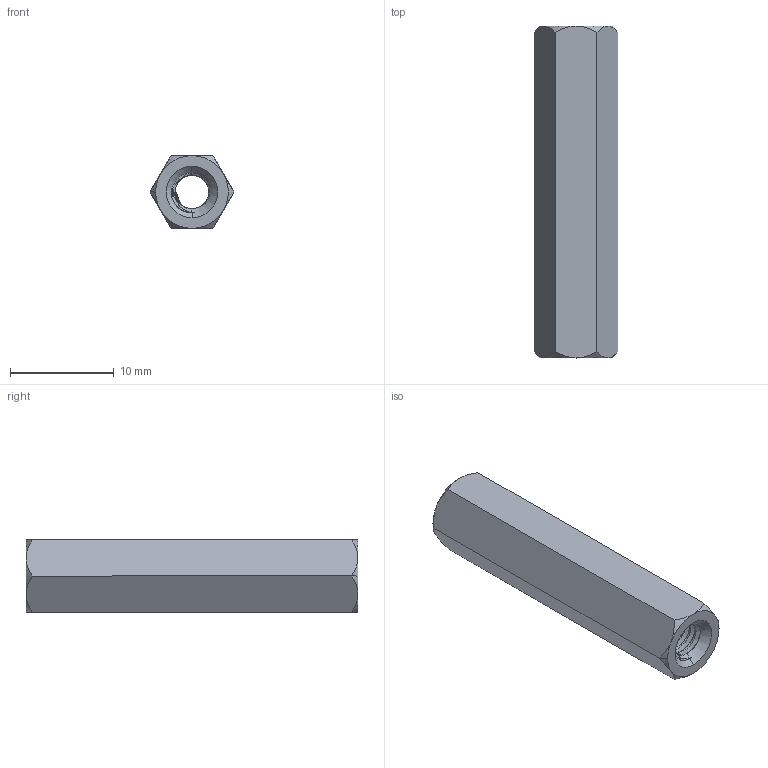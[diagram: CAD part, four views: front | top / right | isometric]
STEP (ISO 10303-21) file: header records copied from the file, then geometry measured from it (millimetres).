
FILE_DESCRIPTION (( 'STEP AP214' ), '1' );
FILE_NAME ('09-0001.step', '2020-04-06T07:10:19', ( '' ), ( '' ), 'SwSTEP 2.0', 'SolidWorks 2020', '' );
FILE_SCHEMA (( 'AUTOMOTIVE_DESIGN' ));
Length unit declared in the file: millimetre
Products named in the file (1): 09-0001
Bounding box: 8.08 x 32 x 7 mm (x, y, z)
Volume: 1028.1 mm3; surface area: 1404.5 mm2
Topology: 1 solids, 1 shells, 120 faces, 339 edges, 221 vertices
Faces by surface type: cylinder 90, cone 19, plane 8, bspline 3
Entity records: 11139 total; most frequent: CARTESIAN_POINT 8603, ORIENTED_EDGE 678, DIRECTION 380, EDGE_CURVE 339, VERTEX_POINT 221, AXIS2_PLACEMENT_3D 139, EDGE_LOOP 122, ADVANCED_FACE 120
